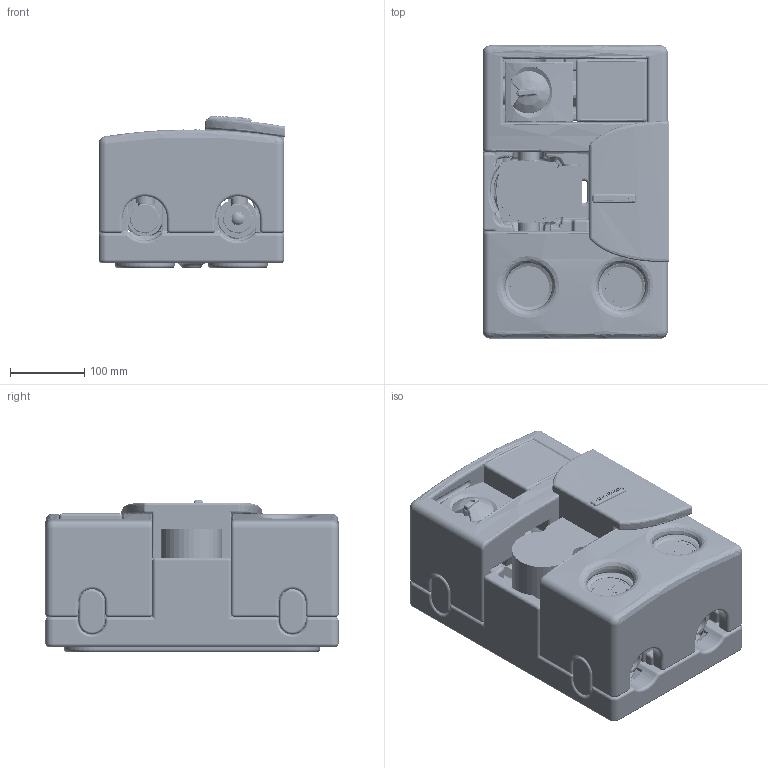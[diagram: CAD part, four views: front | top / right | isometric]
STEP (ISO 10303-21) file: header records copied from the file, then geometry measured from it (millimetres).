
FILE_DESCRIPTION(/* description */ (''),/* implementation_level */ '2;1');
FILE_NAME(/* name */ 'PG DN25 MC.stp',/* time_stamp */ '2019-05-20T21:00:33+02:00',/* author */ ('F.Mueller'),/* organization */ (''),/* preprocessor_version */ 'ST-DEVELOPER v17',/* originating_system */ 'Autodesk Inventor 2019',/* authorisation */ '');
FILE_SCHEMA (('AUTOMOTIVE_DESIGN { 1 0 10303 214 3 1 1 }'));
Products named in the file (3): PG DN25 MC; Bauteil60; DI.2.004.025.001_7 V20171120
Assembly tree (2 placements, depth 2):
  PG DN25 MC
    Bauteil60
    DI.2.004.025.001_7 V20171120
Bounding box: 250.97 x 394 x 205.4 mm (x, y, z)
Volume: 11905663.5 mm3; surface area: 1291132.7 mm2
Topology: 9 solids, 9 shells, 4930 faces, 12313 edges, 7391 vertices
Faces by surface type: cylinder 1502, plane 1475, bspline 1306, torus 304, sphere 286, cone 57
Full cylindrical faces by diameter (mm): 2.487 x8, 4 x10, 6 x6, 6.5 x4, 7 x2, 9 x2, 10 x2, 11.5 x2, 12 x1, 12.9 x1, 13 x5, 15 x2, 15.4 x3, 18 x2, 18.5 x3, 19 x1, 20 x4, 21.5 x1, 22 x5, 23 x1, 25 x1, 25.7 x2, 26 x4, 27.9 x1, 28 x5, 28.5 x4, 29 x2, 30 x5, 30.5 x2, 32 x3
Entity records: 221301 total; most frequent: CARTESIAN_POINT 107400, ORIENTED_EDGE 24252, DIRECTION 20204, EDGE_CURVE 12126, AXIS2_PLACEMENT_3D 7564, VERTEX_POINT 7383, EDGE_LOOP 5176, LINE 5076
